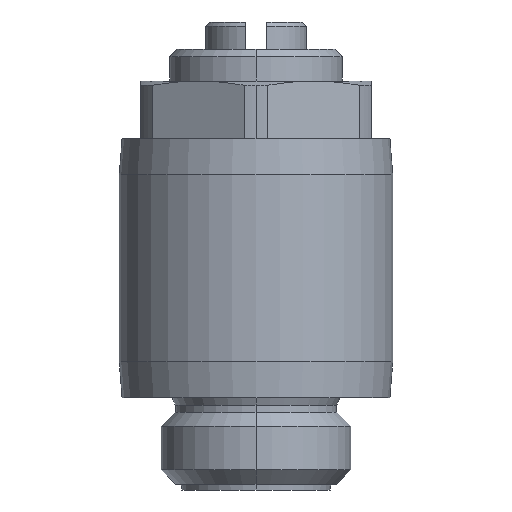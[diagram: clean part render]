
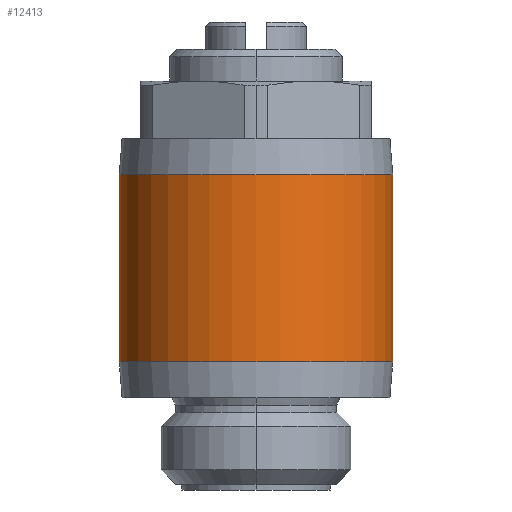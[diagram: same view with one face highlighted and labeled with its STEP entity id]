
A CAD part, left-side view. The second image highlights one B-rep face of the part: STEP entity #12413.
In plain terms, the highlighted cylindrical face has radius 9.5 mm (diameter 19 mm), a partial arc.
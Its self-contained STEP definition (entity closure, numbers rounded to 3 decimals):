
#72 = DIRECTION ( 'NONE',  ( 0., 0., 1. ) ) ;
#724 = CARTESIAN_POINT ( 'NONE',  ( 4.9, 0., 5.8 ) ) ;
#1370 = CIRCLE ( 'NONE', #15488, 9.5 ) ;
#2806 = VERTEX_POINT ( 'NONE', #10426 ) ;
#3025 = LINE ( 'NONE', #9145, #9676 ) ;
#5236 = CARTESIAN_POINT ( 'NONE',  ( 4.9, 0., -7.2 ) ) ;
#5688 = ORIENTED_EDGE ( 'NONE', *, *, #6680, .T. ) ;
#5718 = ORIENTED_EDGE ( 'NONE', *, *, #16451, .T. ) ;
#5877 = LINE ( 'NONE', #7513, #14047 ) ;
#5998 = VERTEX_POINT ( 'NONE', #9622 ) ;
#6680 = EDGE_CURVE ( 'NONE', #2806, #5998, #11473, .T. ) ;
#7095 = DIRECTION ( 'NONE',  ( 0., 0., -1. ) ) ;
#7139 = AXIS2_PLACEMENT_3D ( 'NONE', #724, #7095, #14973 ) ;
#7513 = CARTESIAN_POINT ( 'NONE',  ( 4.9, 9.5, -0.7 ) ) ;
#8757 = DIRECTION ( 'NONE',  ( 0., 0., 1. ) ) ;
#9145 = CARTESIAN_POINT ( 'NONE',  ( 4.9, -9.5, -0.7 ) ) ;
#9622 = CARTESIAN_POINT ( 'NONE',  ( 4.9, -9.5, 5.8 ) ) ;
#9676 = VECTOR ( 'NONE', #11822, 1000. ) ;
#10377 = DIRECTION ( 'NONE',  ( 0., -1., 0. ) ) ;
#10426 = CARTESIAN_POINT ( 'NONE',  ( 4.9, 9.5, 5.8 ) ) ;
#10465 = DIRECTION ( 'NONE',  ( 0., -1., 0. ) ) ;
#10512 = ORIENTED_EDGE ( 'NONE', *, *, #14184, .T. ) ;
#11117 = CARTESIAN_POINT ( 'NONE',  ( 4.9, 9.5, -7.2 ) ) ;
#11331 = ORIENTED_EDGE ( 'NONE', *, *, #13279, .F. ) ;
#11473 = CIRCLE ( 'NONE', #7139, 9.5 ) ;
#11619 = CARTESIAN_POINT ( 'NONE',  ( 4.9, 0., -0.7 ) ) ;
#11822 = DIRECTION ( 'NONE',  ( 0., 0., 1. ) ) ;
#11824 = FACE_OUTER_BOUND ( 'NONE', #12442, .T. ) ;
#12413 = ADVANCED_FACE ( 'NONE', ( #11824 ), #14794, .T. ) ;
#12442 = EDGE_LOOP ( 'NONE', ( #10512, #5718, #5688, #11331 ) ) ;
#13279 = EDGE_CURVE ( 'NONE', #14216, #5998, #3025, .T. ) ;
#14047 = VECTOR ( 'NONE', #8757, 1000. ) ;
#14184 = EDGE_CURVE ( 'NONE', #14216, #15243, #1370, .T. ) ;
#14216 = VERTEX_POINT ( 'NONE', #14334 ) ;
#14334 = CARTESIAN_POINT ( 'NONE',  ( 4.9, -9.5, -7.2 ) ) ;
#14794 = CYLINDRICAL_SURFACE ( 'NONE', #15383, 9.5 ) ;
#14973 = DIRECTION ( 'NONE',  ( 0., -1., 0. ) ) ;
#15243 = VERTEX_POINT ( 'NONE', #11117 ) ;
#15383 = AXIS2_PLACEMENT_3D ( 'NONE', #11619, #72, #10377 ) ;
#15488 = AXIS2_PLACEMENT_3D ( 'NONE', #5236, #15553, #10465 ) ;
#15553 = DIRECTION ( 'NONE',  ( 0., 0., 1. ) ) ;
#16451 = EDGE_CURVE ( 'NONE', #15243, #2806, #5877, .T. ) ;
